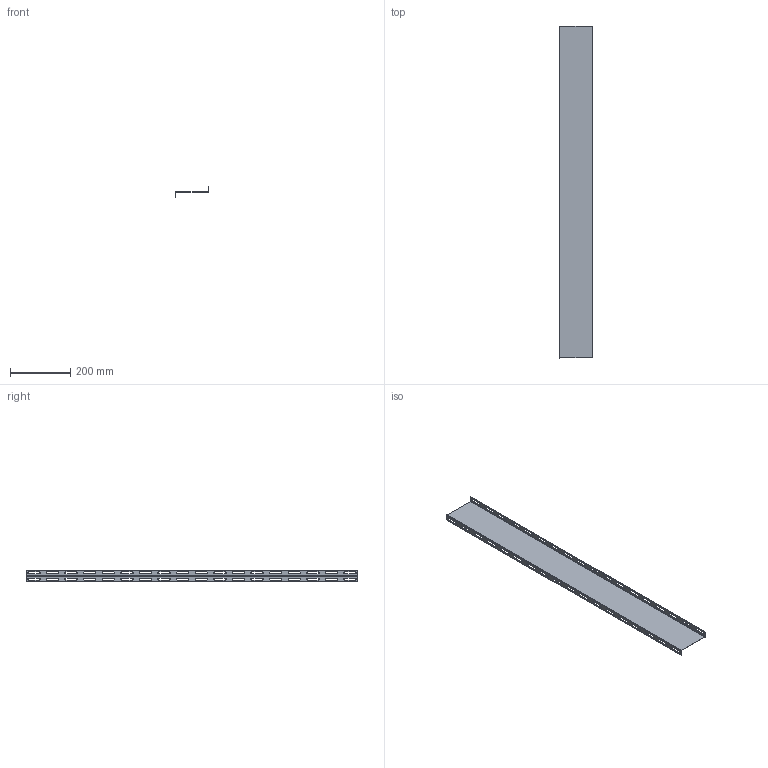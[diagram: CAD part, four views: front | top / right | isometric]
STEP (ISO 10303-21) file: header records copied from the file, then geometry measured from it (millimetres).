
FILE_DESCRIPTION (( 'STEP AP214' ), '1' );
FILE_NAME ('ÌÈ-2677.00.00.001 Ïåðåãîðîäêà 1100.STEP', '2023-05-22T05:49:37', ( '' ), ( '' ), 'SwSTEP 2.0', 'SolidWorks 2021', '' );
FILE_SCHEMA (( 'AUTOMOTIVE_DESIGN' ));
Length unit declared in the file: millimetre
Products named in the file (1): ÌÈ-2677.00.00.001 Ïåðåãîðîäêà 1100
Bounding box: 112 x 1098 x 39.3 mm (x, y, z)
Volume: 107893.1 mm3; surface area: 312280.1 mm2
Topology: 1 solids, 1 shells, 166 faces, 476 edges, 312 vertices
Faces by surface type: plane 90, cylinder 76
Entity records: 5622 total; most frequent: DIRECTION 962, CARTESIAN_POINT 955, ORIENTED_EDGE 952, EDGE_CURVE 476, VECTOR 324, LINE 324, AXIS2_PLACEMENT_3D 319, VERTEX_POINT 312
